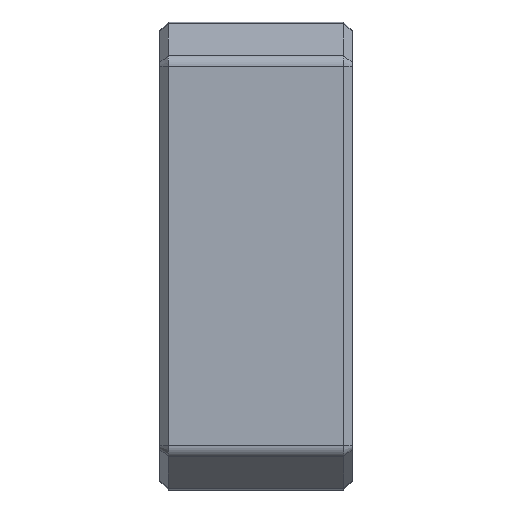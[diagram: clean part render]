
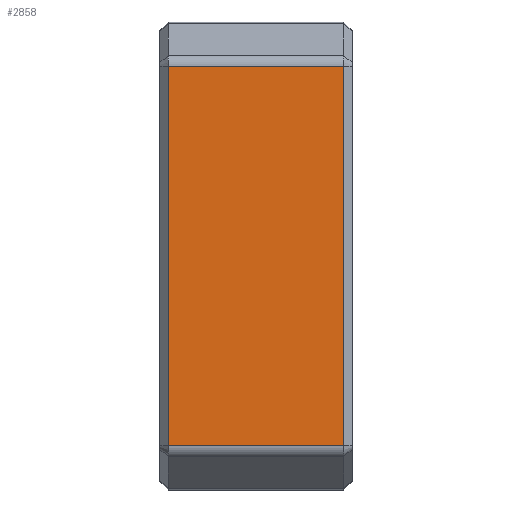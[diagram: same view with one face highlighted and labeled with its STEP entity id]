
A CAD part, front view. The second image highlights one B-rep face of the part: STEP entity #2858.
In plain terms, the highlighted face is planar.
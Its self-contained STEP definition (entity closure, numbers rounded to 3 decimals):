
#155=PLANE('',#3109);
#252=FACE_OUTER_BOUND('',#437,.T.);
#437=EDGE_LOOP('',(#2218,#2219,#2220,#2221));
#727=LINE('',#4686,#998);
#728=LINE('',#4688,#999);
#729=LINE('',#4690,#1000);
#730=LINE('',#4691,#1001);
#998=VECTOR('',#3682,1000.);
#999=VECTOR('',#3683,1000.);
#1000=VECTOR('',#3684,1000.);
#1001=VECTOR('',#3685,1000.);
#1425=VERTEX_POINT('',#4684);
#1426=VERTEX_POINT('',#4685);
#1427=VERTEX_POINT('',#4687);
#1428=VERTEX_POINT('',#4689);
#1709=EDGE_CURVE('',#1425,#1426,#727,.T.);
#1710=EDGE_CURVE('',#1426,#1427,#728,.T.);
#1711=EDGE_CURVE('',#1427,#1428,#729,.F.);
#1712=EDGE_CURVE('',#1428,#1425,#730,.T.);
#2218=ORIENTED_EDGE('',*,*,#1709,.T.);
#2219=ORIENTED_EDGE('',*,*,#1710,.T.);
#2220=ORIENTED_EDGE('',*,*,#1711,.T.);
#2221=ORIENTED_EDGE('',*,*,#1712,.T.);
#2858=ADVANCED_FACE('',(#252),#155,.T.);
#3109=AXIS2_PLACEMENT_3D('',#4683,#3680,#3681);
#3680=DIRECTION('center_axis',(-1.,0.,0.));
#3681=DIRECTION('ref_axis',(0.,0.,-1.));
#3682=DIRECTION('',(0.,0.,1.));
#3683=DIRECTION('',(0.,1.,0.));
#3684=DIRECTION('',(0.,0.,1.));
#3685=DIRECTION('',(0.,-1.,0.));
#4683=CARTESIAN_POINT('Origin',(-157.161,419.454,213.998));
#4684=CARTESIAN_POINT('',(-157.161,410.587,214.4));
#4685=CARTESIAN_POINT('',(-157.161,410.587,222.6));
#4686=CARTESIAN_POINT('',(-157.161,410.587,213.998));
#4687=CARTESIAN_POINT('',(-157.161,428.322,222.6));
#4688=CARTESIAN_POINT('',(-157.161,428.322,222.6));
#4689=CARTESIAN_POINT('',(-157.161,428.322,214.4));
#4690=CARTESIAN_POINT('',(-157.161,428.322,213.998));
#4691=CARTESIAN_POINT('',(-157.161,419.454,214.4));
